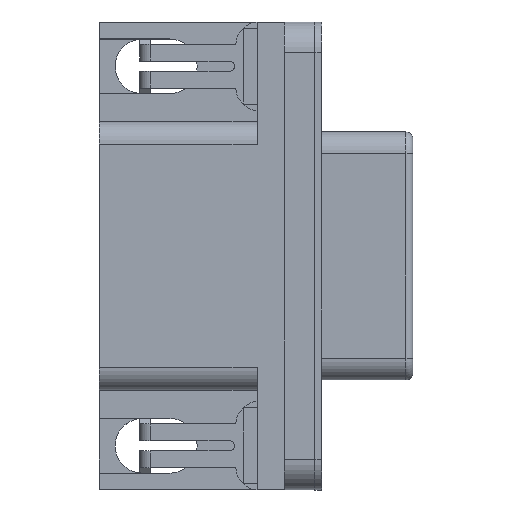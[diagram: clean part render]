
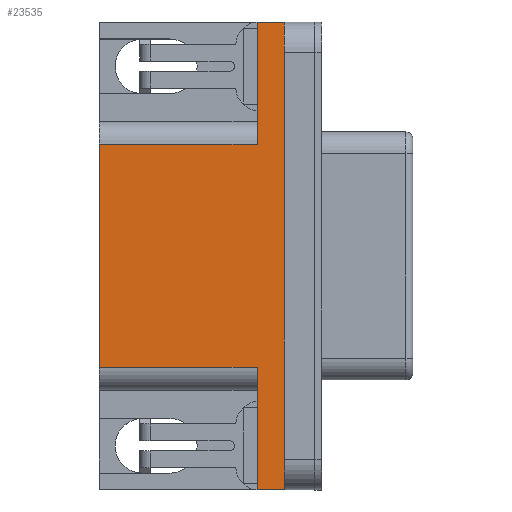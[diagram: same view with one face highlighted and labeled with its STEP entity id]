
A CAD part, top view. The second image highlights one B-rep face of the part: STEP entity #23535.
In plain terms, the highlighted planar face has unit normal (0, 0, 1).
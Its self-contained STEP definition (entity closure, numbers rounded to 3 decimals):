
#2879=LINE('',#57119,#5307);
#2916=LINE('',#57212,#5344);
#2955=LINE('',#57303,#5383);
#2958=LINE('',#57309,#5386);
#2963=LINE('',#57317,#5391);
#2964=LINE('',#57323,#5392);
#2965=LINE('',#57324,#5393);
#2966=LINE('',#57326,#5394);
#5307=VECTOR('',#30600,1000.);
#5344=VECTOR('',#30677,1000.);
#5383=VECTOR('',#30752,1000.);
#5386=VECTOR('',#30759,1000.);
#5391=VECTOR('',#30766,1000.);
#5392=VECTOR('',#30777,1000.);
#5393=VECTOR('',#30778,1000.);
#5394=VECTOR('',#30779,1000.);
#6220=PLANE('',#25197);
#12945=ORIENTED_EDGE('',*,*,#16694,.T.);
#12946=ORIENTED_EDGE('',*,*,#16592,.T.);
#12947=ORIENTED_EDGE('',*,*,#16695,.T.);
#12948=ORIENTED_EDGE('',*,*,#16696,.F.);
#12949=ORIENTED_EDGE('',*,*,#16684,.F.);
#12950=ORIENTED_EDGE('',*,*,#16692,.T.);
#12951=ORIENTED_EDGE('',*,*,#16687,.F.);
#12952=ORIENTED_EDGE('',*,*,#16638,.T.);
#16592=EDGE_CURVE('',#18936,#18938,#2879,.T.);
#16638=EDGE_CURVE('',#18971,#18974,#2916,.T.);
#16684=EDGE_CURVE('',#19008,#19007,#2955,.T.);
#16687=EDGE_CURVE('',#18971,#19009,#2958,.T.);
#16692=EDGE_CURVE('',#19008,#19009,#2963,.T.);
#16694=EDGE_CURVE('',#18974,#18936,#2964,.T.);
#16695=EDGE_CURVE('',#18938,#19012,#2965,.T.);
#16696=EDGE_CURVE('',#19007,#19012,#2966,.T.);
#18936=VERTEX_POINT('',#57114);
#18938=VERTEX_POINT('',#57118);
#18971=VERTEX_POINT('',#57206);
#18974=VERTEX_POINT('',#57211);
#19007=VERTEX_POINT('',#57299);
#19008=VERTEX_POINT('',#57302);
#19009=VERTEX_POINT('',#57308);
#19012=VERTEX_POINT('',#57325);
#20732=EDGE_LOOP('',(#12945,#12946,#12947,#12948,#12949,#12950,#12951,#12952));
#22024=FACE_BOUND('',#20732,.T.);
#23535=ADVANCED_FACE('',(#22024),#6220,.T.);
#25197=AXIS2_PLACEMENT_3D('',#57322,#30775,#30776);
#30600=DIRECTION('',(0.,-1.,0.));
#30677=DIRECTION('',(0.,1.,0.));
#30752=DIRECTION('',(-1.,0.,0.));
#30759=DIRECTION('',(1.,0.,0.));
#30766=DIRECTION('',(0.,1.,0.));
#30775=DIRECTION('',(0.,0.,1.));
#30776=DIRECTION('',(1.,0.,0.));
#30777=DIRECTION('',(-1.,0.,0.));
#30778=DIRECTION('',(-1.,0.,0.));
#30779=DIRECTION('',(0.,1.,0.));
#57114=CARTESIAN_POINT('',(-7.35,7.1,4.225));
#57118=CARTESIAN_POINT('',(-7.35,-3.3,4.225));
#57119=CARTESIAN_POINT('',(-7.35,-3.3,4.225));
#57206=CARTESIAN_POINT('',(7.35,-3.3,4.225));
#57211=CARTESIAN_POINT('',(7.35,7.1,4.225));
#57212=CARTESIAN_POINT('',(7.35,7.1,4.225));
#57299=CARTESIAN_POINT('',(-15.405,-5.1,4.225));
#57302=CARTESIAN_POINT('',(15.405,-5.1,4.225));
#57303=CARTESIAN_POINT('',(15.405,-5.1,4.225));
#57308=CARTESIAN_POINT('',(15.405,-3.3,4.225));
#57309=CARTESIAN_POINT('',(8.85,-3.3,4.225));
#57317=CARTESIAN_POINT('',(15.405,-5.1,4.225));
#57322=CARTESIAN_POINT('',(15.405,-5.1,4.225));
#57323=CARTESIAN_POINT('',(15.405,7.1,4.225));
#57324=CARTESIAN_POINT('',(-8.85,-3.3,4.225));
#57325=CARTESIAN_POINT('',(-15.405,-3.3,4.225));
#57326=CARTESIAN_POINT('',(-15.405,-5.1,4.225));
